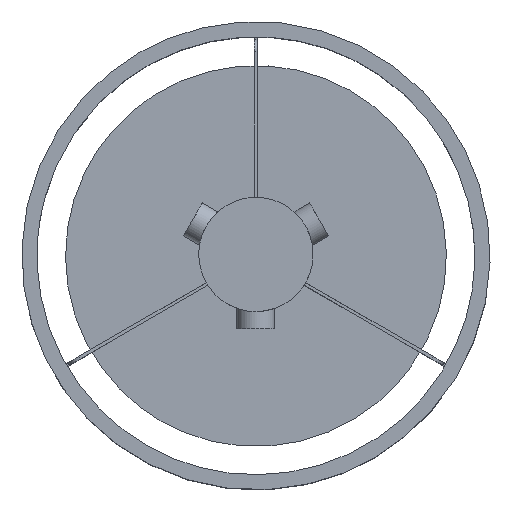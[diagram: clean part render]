
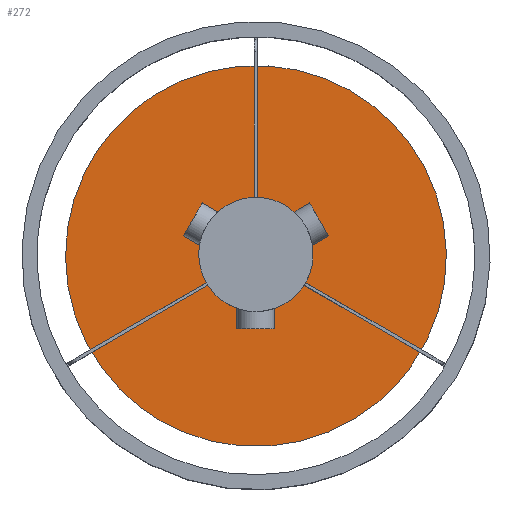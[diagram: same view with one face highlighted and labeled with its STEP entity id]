
A CAD part, top view. The second image highlights one B-rep face of the part: STEP entity #272.
In plain terms, the highlighted planar face has unit normal (0, 0, 1).
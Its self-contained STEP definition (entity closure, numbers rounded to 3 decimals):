
#272=ADVANCED_FACE('',(#398),#1907,.T.);
#398=FACE_OUTER_BOUND('',#526,.T.);
#526=EDGE_LOOP('',(#1097));
#1097=ORIENTED_EDGE('',*,*,#1392,.T.);
#1392=EDGE_CURVE('',#1867,#1867,#1681,.T.);
#1681=(
BOUNDED_CURVE()
B_SPLINE_CURVE(2,(#4870,#4871,#4872,#4873,#4874,#4875,#4876,#4877,#4878),
 .UNSPECIFIED.,.T.,.F.)
B_SPLINE_CURVE_WITH_KNOTS((3,2,2,2,3),(0.,300.022,600.044,
900.065,1200.087),.UNSPECIFIED.)
CURVE()
GEOMETRIC_REPRESENTATION_ITEM()
RATIONAL_B_SPLINE_CURVE((1.,0.707,1.,0.707,1.,0.707,
1.,0.707,1.))
REPRESENTATION_ITEM('')
);
#1867=VERTEX_POINT('',#4858);
#1907=PLANE('',#2051);
#2051=AXIS2_PLACEMENT_3D('',#4856,#2093,$);
#2093=DIRECTION('',(0.,0.,1.));
#4856=CARTESIAN_POINT('',(87.16,325.285,35.018));
#4858=CARTESIAN_POINT('',(154.767,-111.074,35.018));
#4870=CARTESIAN_POINT('',(154.767,-111.074,35.018));
#4871=CARTESIAN_POINT('',(265.841,43.694,35.018));
#4872=CARTESIAN_POINT('',(111.074,154.767,35.018));
#4873=CARTESIAN_POINT('',(-43.694,265.841,35.018));
#4874=CARTESIAN_POINT('',(-154.767,111.074,35.018));
#4875=CARTESIAN_POINT('',(-265.841,-43.694,35.018));
#4876=CARTESIAN_POINT('',(-111.074,-154.767,35.018));
#4877=CARTESIAN_POINT('',(43.694,-265.841,35.018));
#4878=CARTESIAN_POINT('',(154.767,-111.074,35.018));
